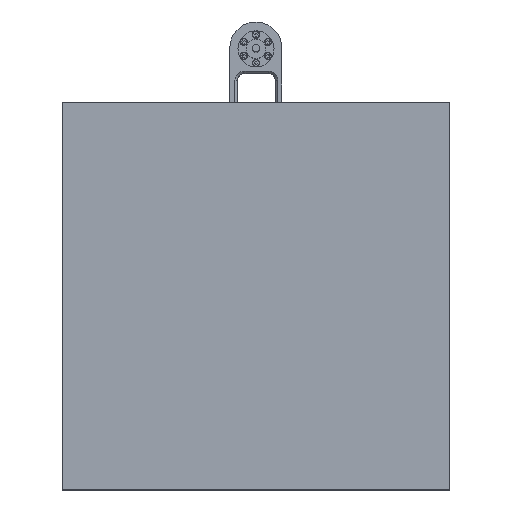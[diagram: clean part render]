
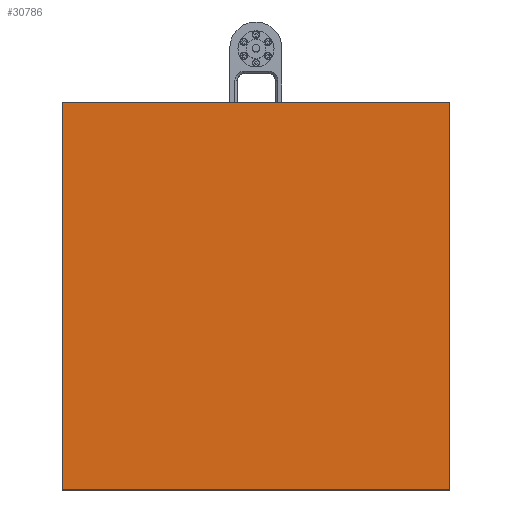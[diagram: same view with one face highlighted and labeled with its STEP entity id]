
A CAD part, top view. The second image highlights one B-rep face of the part: STEP entity #30786.
In plain terms, the highlighted planar face has unit normal (0, 0, 1).
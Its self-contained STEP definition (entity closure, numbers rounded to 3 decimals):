
#4424=LINE('',#53977,#7141);
#4427=LINE('',#53983,#7144);
#4430=LINE('',#53989,#7147);
#4433=LINE('',#53993,#7150);
#7141=VECTOR('',#40190,10.);
#7144=VECTOR('',#40195,10.);
#7147=VECTOR('',#40200,10.);
#7150=VECTOR('',#40205,10.);
#8782=FACE_OUTER_BOUND('',#10536,.T.);
#10536=EDGE_LOOP('',(#26779,#26780,#26781,#26782));
#14710=VERTEX_POINT('',#53974);
#14711=VERTEX_POINT('',#53976);
#14713=VERTEX_POINT('',#53982);
#14715=VERTEX_POINT('',#53988);
#18826=EDGE_CURVE('',#14711,#14710,#4424,.T.);
#18829=EDGE_CURVE('',#14713,#14711,#4427,.T.);
#18832=EDGE_CURVE('',#14715,#14713,#4430,.T.);
#18835=EDGE_CURVE('',#14710,#14715,#4433,.T.);
#26779=ORIENTED_EDGE('',*,*,#18835,.T.);
#26780=ORIENTED_EDGE('',*,*,#18832,.T.);
#26781=ORIENTED_EDGE('',*,*,#18829,.T.);
#26782=ORIENTED_EDGE('',*,*,#18826,.T.);
#29457=PLANE('',#33213);
#30786=ADVANCED_FACE('',(#8782),#29457,.T.);
#33213=AXIS2_PLACEMENT_3D('',#53994,#40206,#40207);
#40190=DIRECTION('',(0.,1.,0.));
#40195=DIRECTION('',(1.,0.,0.));
#40200=DIRECTION('',(0.,-1.,0.));
#40205=DIRECTION('',(-1.,0.,0.));
#40206=DIRECTION('center_axis',(0.,0.,1.));
#40207=DIRECTION('ref_axis',(1.,0.,0.));
#53974=CARTESIAN_POINT('',(150.,150.,215.));
#53976=CARTESIAN_POINT('',(150.,-150.,215.));
#53977=CARTESIAN_POINT('',(150.,150.,215.));
#53982=CARTESIAN_POINT('',(-150.,-150.,215.));
#53983=CARTESIAN_POINT('',(150.,-150.,215.));
#53988=CARTESIAN_POINT('',(-150.,150.,215.));
#53989=CARTESIAN_POINT('',(-150.,-150.,215.));
#53993=CARTESIAN_POINT('',(-150.,150.,215.));
#53994=CARTESIAN_POINT('Origin',(0.,0.,215.));
